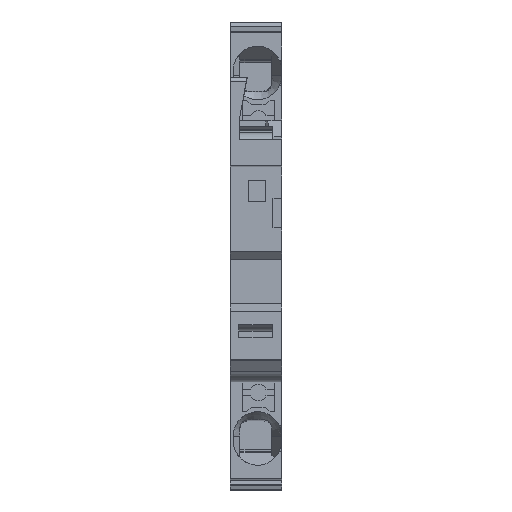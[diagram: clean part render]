
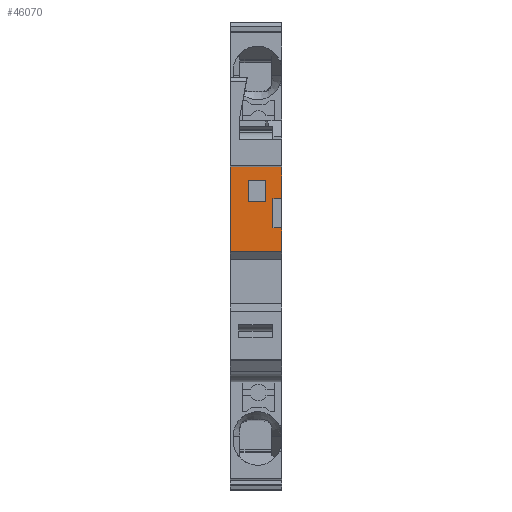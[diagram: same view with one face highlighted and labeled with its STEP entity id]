
A CAD part, top view. The second image highlights one B-rep face of the part: STEP entity #46070.
In plain terms, the highlighted face is planar.
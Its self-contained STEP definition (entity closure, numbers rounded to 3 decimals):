
#45060=CARTESIAN_POINT('',(-9.55,44.5,
-5.1));
#45070=DIRECTION('',(0.,-1.,0.));
#45080=DIRECTION('',(1.,0.,0.));
#45090=AXIS2_PLACEMENT_3D('',#45060,#45070,#45080);
#45100=PLANE('',#45090);
#45110=CARTESIAN_POINT('',(-10.55,44.5,
3.));
#45120=DIRECTION('',(0.,0.,-1.));
#45130=VECTOR('',#45120,1.);
#45140=LINE('',#45110,#45130);
#45150=CARTESIAN_POINT('',(-10.55,44.5,
-0.875));
#45160=VERTEX_POINT('',#45150);
#45170=CARTESIAN_POINT('',(-10.55,44.5,
-2.975));
#45180=VERTEX_POINT('',#45170);
#45190=EDGE_CURVE('',#45160,#45180,#45140,.T.);
#45200=ORIENTED_EDGE('',*,*,#45190,.F.);
#45210=CARTESIAN_POINT('',(-23.,44.5,
-2.975));
#45220=DIRECTION('',(1.,0.,0.));
#45230=VECTOR('',#45220,1.);
#45240=LINE('',#45210,#45230);
#45250=CARTESIAN_POINT('',(-13.15,44.5,
-2.975));
#45260=VERTEX_POINT('',#45250);
#45270=EDGE_CURVE('',#45260,#45180,#45240,.T.);
#45280=ORIENTED_EDGE('',*,*,#45270,.T.);
#45290=CARTESIAN_POINT('',(-13.15,44.5,
3.));
#45300=DIRECTION('',(0.,0.,-1.));
#45310=VECTOR('',#45300,1.);
#45320=LINE('',#45290,#45310);
#45330=CARTESIAN_POINT('',(-13.15,44.5,
-0.875));
#45340=VERTEX_POINT('',#45330);
#45350=EDGE_CURVE('',#45340,#45260,#45320,.T.);
#45360=ORIENTED_EDGE('',*,*,#45350,.T.);
#45370=CARTESIAN_POINT('',(-23.,44.5,
-0.875));
#45380=DIRECTION('',(-1.,0.,0.));
#45390=VECTOR('',#45380,1.);
#45400=LINE('',#45370,#45390);
#45410=EDGE_CURVE('',#45160,#45340,#45400,.T.);
#45420=ORIENTED_EDGE('',*,*,#45410,.T.);
#45430=EDGE_LOOP('',(#45420,#45360,#45280,#45200));
#45440=FACE_BOUND('',#45430,.T.);
#45450=CARTESIAN_POINT('',(-23.,44.5,
-5.1));
#45460=DIRECTION('',(-1.,0.,0.));
#45470=VECTOR('',#45460,1.);
#45480=LINE('',#45450,#45470);
#45490=CARTESIAN_POINT('',(-8.963,44.5,
-5.1));
#45500=VERTEX_POINT('',#45490);
#45510=CARTESIAN_POINT('',(-19.128,44.5,
-5.1));
#45520=VERTEX_POINT('',#45510);
#45530=EDGE_CURVE('',#45500,#45520,#45480,.T.);
#45540=ORIENTED_EDGE('',*,*,#45530,.T.);
#45550=CARTESIAN_POINT('',(-8.963,44.5,
3.));
#45560=DIRECTION('',(0.,0.,1.));
#45570=VECTOR('',#45560,1.);
#45580=LINE('',#45550,#45570);
#45590=CARTESIAN_POINT('',(-8.963,44.5,
1.05));
#45600=VERTEX_POINT('',#45590);
#45610=EDGE_CURVE('',#45500,#45600,#45580,.T.);
#45620=ORIENTED_EDGE('',*,*,#45610,.F.);
#45630=CARTESIAN_POINT('',(-23.,44.5,
1.05));
#45640=DIRECTION('',(-1.,0.,0.));
#45650=VECTOR('',#45640,1.);
#45660=LINE('',#45630,#45650);
#45670=CARTESIAN_POINT('',(-12.775,44.5,
1.05));
#45680=VERTEX_POINT('',#45670);
#45690=EDGE_CURVE('',#45600,#45680,#45660,.T.);
#45700=ORIENTED_EDGE('',*,*,#45690,.F.);
#45710=CARTESIAN_POINT('',(-12.775,44.5,
3.));
#45720=DIRECTION('',(0.,0.,-1.));
#45730=VECTOR('',#45720,1.);
#45740=LINE('',#45710,#45730);
#45750=CARTESIAN_POINT('',(-12.775,44.5,
0.));
#45760=VERTEX_POINT('',#45750);
#45770=EDGE_CURVE('',#45680,#45760,#45740,.T.);
#45780=ORIENTED_EDGE('',*,*,#45770,.F.);
#45790=CARTESIAN_POINT('',(-23.,44.5,
0.));
#45800=DIRECTION('',(-1.,0.,0.));
#45810=VECTOR('',#45800,1.);
#45820=LINE('',#45790,#45810);
#45830=CARTESIAN_POINT('',(-16.275,44.5,
0.));
#45840=VERTEX_POINT('',#45830);
#45850=EDGE_CURVE('',#45760,#45840,#45820,.T.);
#45860=ORIENTED_EDGE('',*,*,#45850,.F.);
#45870=CARTESIAN_POINT('',(-16.275,44.5,
3.));
#45880=DIRECTION('',(0.,0.,1.));
#45890=VECTOR('',#45880,1.);
#45900=LINE('',#45870,#45890);
#45910=CARTESIAN_POINT('',(-16.275,44.5,
1.05));
#45920=VERTEX_POINT('',#45910);
#45930=EDGE_CURVE('',#45840,#45920,#45900,.T.);
#45940=ORIENTED_EDGE('',*,*,#45930,.F.);
#45950=CARTESIAN_POINT('',(-19.128,44.5,
1.05));
#45960=VERTEX_POINT('',#45950);
#45970=EDGE_CURVE('',#45920,#45960,#45660,.T.);
#45980=ORIENTED_EDGE('',*,*,#45970,.F.);
#45990=CARTESIAN_POINT('',(-19.128,44.5,
-5.1));
#46000=DIRECTION('',(0.,0.,-1.));
#46010=VECTOR('',#46000,1.);
#46020=LINE('',#45990,#46010);
#46030=EDGE_CURVE('',#45960,#45520,#46020,.T.);
#46040=ORIENTED_EDGE('',*,*,#46030,.F.);
#46050=EDGE_LOOP('',(#46040,#45980,#45940,#45860,#45780,#45700,#45620,
#45540));
#46060=FACE_OUTER_BOUND('',#46050,.T.);
#46070=ADVANCED_FACE('',(#45440,#46060),#45100,.F.);
